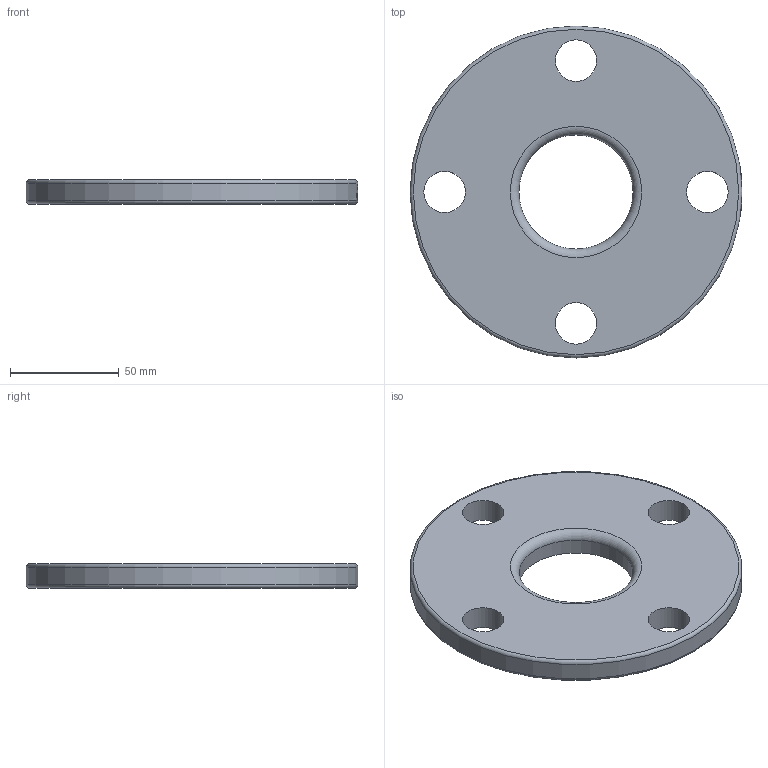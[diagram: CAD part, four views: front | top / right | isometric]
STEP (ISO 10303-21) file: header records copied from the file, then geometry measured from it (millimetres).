
FILE_DESCRIPTION(/* description */ (''),/* implementation_level */ '2;1');
FILE_NAME(/* name */ '38SL-2.stp',/* time_stamp */ '2018-11-20T11:20:56-05:00',/* author */ ('ken'),/* organization */ (''),/* preprocessor_version */ 'ST-DEVELOPER v15.2',/* originating_system */ 'Autodesk Inventor 2014',/* authorisation */ '');
FILE_SCHEMA (('AUTOMOTIVE_DESIGN { 1 0 10303 214 3 1 1 }'));
Length unit declared in the file: inch
Products named in the file (1): 38SL-2
Bounding box: 152.4 x 152.4 x 11.13 mm (x, y, z)
Volume: 165212.8 mm3; surface area: 38833.6 mm2
Topology: 1 solids, 1 shells, 336 faces, 912 edges, 607 vertices
Faces by surface type: bspline 184, plane 112, cylinder 37, torus 3
Full cylindrical faces by diameter (mm): 19.05 x4, 52.4 x1, 152.4 x1
Entity records: 14073 total; most frequent: CARTESIAN_POINT 6740, ORIENTED_EDGE 1794, DIRECTION 966, EDGE_CURVE 897, VERTEX_POINT 603, LINE 396, VECTOR 396, EDGE_LOOP 384
